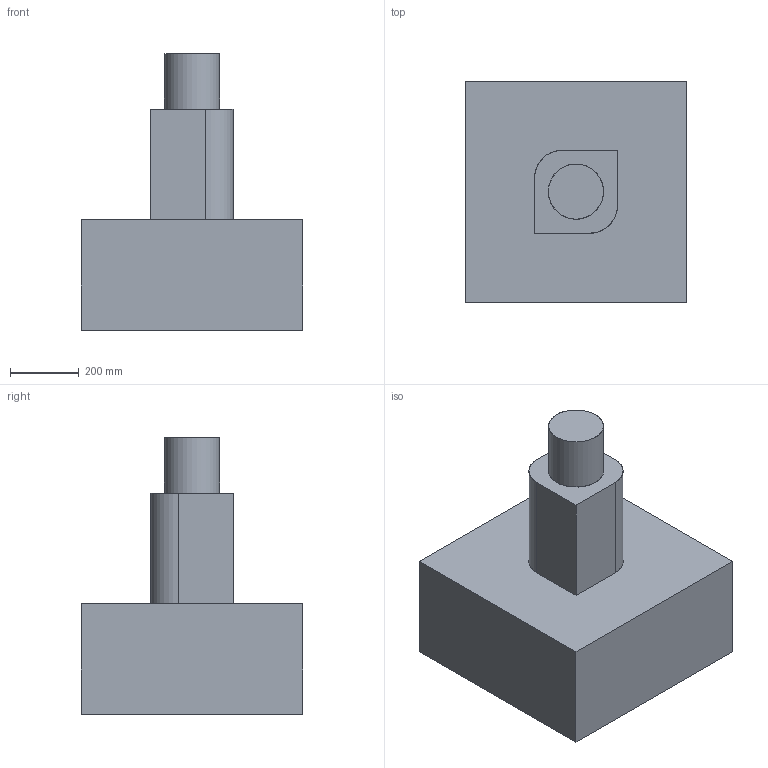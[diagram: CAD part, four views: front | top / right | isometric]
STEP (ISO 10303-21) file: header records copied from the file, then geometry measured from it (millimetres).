
FILE_DESCRIPTION(/* description */ ('STEP AP203'),/* implementation_level */ '2;1');
FILE_NAME(/* name */ 'output.step',/* time_stamp */ '2025-01-24T22:44:42Z',/* author */ ('Marcus'),/* organization */ ('Marcus'),/* preprocessor_version */ 'Wrote this manually',/* originating_system */ 'Wrote this manually',/* authorisation */ ' ');
FILE_SCHEMA (('CONFIG_CONTROL_DESIGN'));
Length unit declared in the file: inch
Products named in the file (1): Part 1
Bounding box: 645.16 x 645.16 x 806.45 mm (x, y, z)
Surface area: 2038536.5 mm2 (no closed solid volume)
Topology: 0 solids, 4 shells, 17 faces, 132 edges, 118 vertices
Faces by surface type: plane 14, cylinder 3
Full cylindrical faces by diameter (mm): 160.45 x1
Entity records: 1732 total; most frequent: EDGE_CURVE 332, LINE 326, VECTOR 324, DIRECTION 215, ORIENTED_EDGE 160, CARTESIAN_POINT 129, VERTEX_POINT 119, AXIS2_PLACEMENT_3D 22
